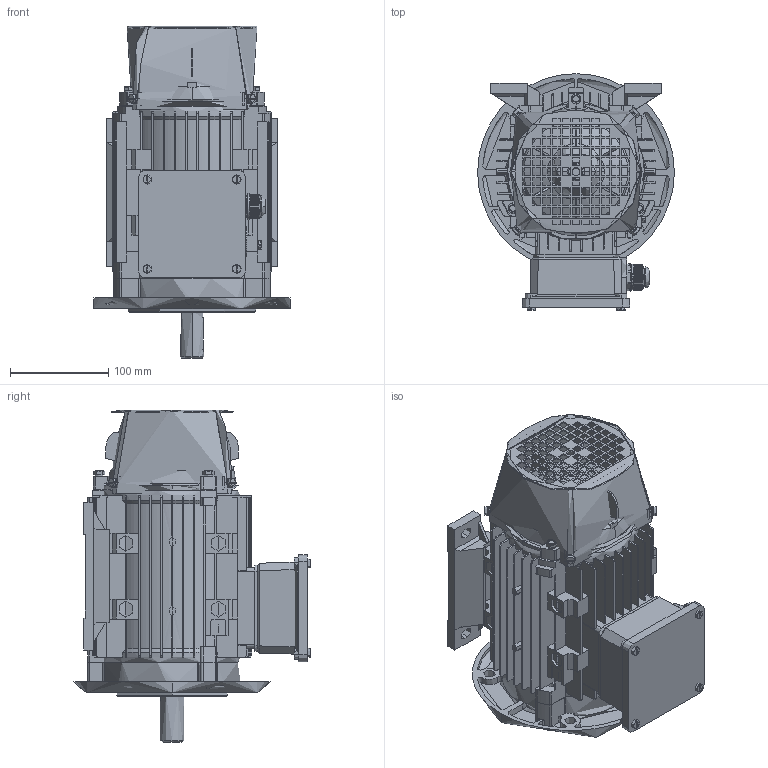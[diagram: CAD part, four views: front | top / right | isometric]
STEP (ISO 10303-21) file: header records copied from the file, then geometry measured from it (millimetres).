
FILE_DESCRIPTION (( 'STEP AP203' ), '1' );
FILE_NAME ('JL3-90L-B35.STEP', '2021-09-19T02:43:56', ( 'Windows 用户' ), ( '微软中国' ), 'SwSTEP 2.0', 'SolidWorks 2016', '' );
FILE_SCHEMA (( 'CONFIG_CONTROL_DESIGN' ));
Length unit declared in the file: millimetre
Products named in the file (1): JL3-90L-B35
Bounding box: 200 x 240.5 x 337.5 mm (x, y, z)
Topology: 0 solids, 62 shells, 3834 faces, 10477 edges, 6873 vertices
Faces by surface type: plane 2186, cylinder 1088, bspline 304, cone 256
Entity records: 240762 total; most frequent: CARTESIAN_POINT 145863, ORIENTED_EDGE 20870, DIRECTION 18134, EDGE_CURVE 10457, VERTEX_POINT 6874, AXIS2_PLACEMENT_3D 6051, LINE 6032, VECTOR 6032
